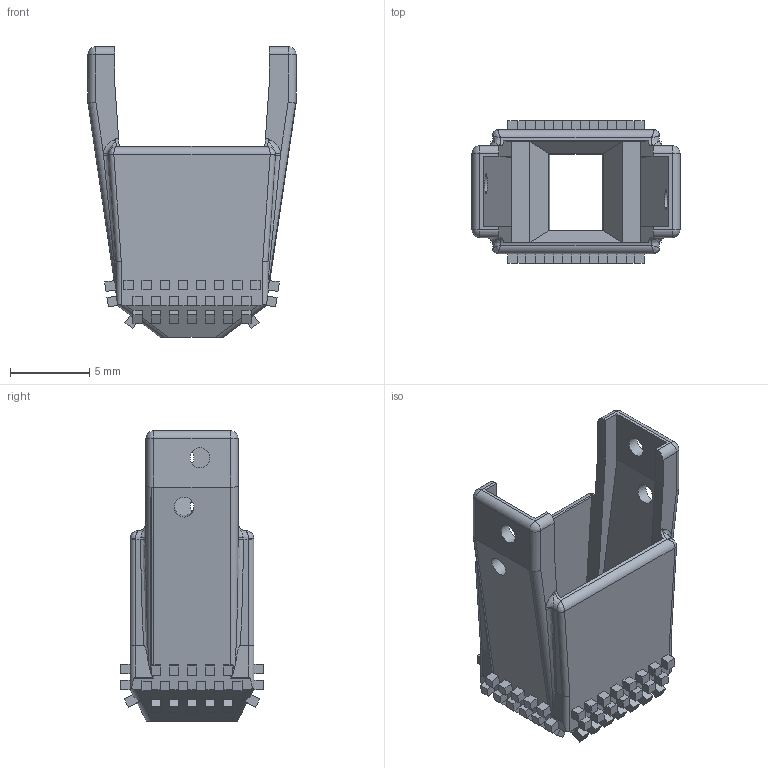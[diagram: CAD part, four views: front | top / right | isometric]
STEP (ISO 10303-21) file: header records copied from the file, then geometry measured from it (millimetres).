
FILE_DESCRIPTION(/* description */ (''),/* implementation_level */ '2;1');
FILE_NAME(/* name */ 'Docking_NP1.stp',/* time_stamp */ '2023-03-17T16:30:07Z',/* author */ ('Pip'),/* organization */ (''),/* preprocessor_version */ 'ST-DEVELOPER v19',/* originating_system */ 'Autodesk Inventor 2023',/* authorisation */ '');
FILE_SCHEMA (('AUTOMOTIVE_DESIGN { 1 0 10303 214 3 1 1 }'));
Length unit declared in the file: millimetre
Products named in the file (1): Docking_NP2
Bounding box: 13.1 x 9 x 18.3 mm (x, y, z)
Volume: 370.3 mm3; surface area: 1149.5 mm2
Topology: 1 solids, 1 shells, 505 faces, 1294 edges, 824 vertices
Faces by surface type: plane 435, cylinder 42, bspline 24, sphere 4
Full cylindrical faces by diameter (mm): 1.25 x4
Entity records: 15823 total; most frequent: CARTESIAN_POINT 3612, ORIENTED_EDGE 2572, DIRECTION 2342, EDGE_CURVE 1286, LINE 1122, VECTOR 1122, VERTEX_POINT 824, AXIS2_PLACEMENT_3D 610
